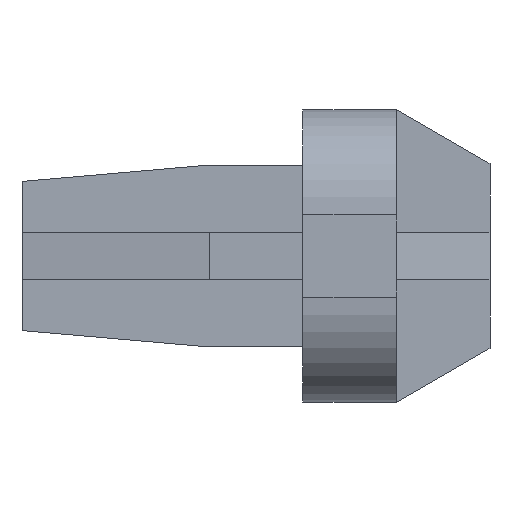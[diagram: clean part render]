
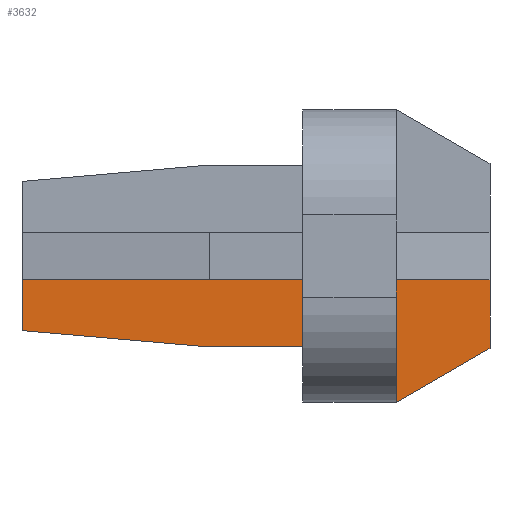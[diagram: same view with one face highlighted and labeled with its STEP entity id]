
A CAD part, front view. The second image highlights one B-rep face of the part: STEP entity #3632.
In plain terms, the highlighted planar face has unit normal (0, -1, 0).
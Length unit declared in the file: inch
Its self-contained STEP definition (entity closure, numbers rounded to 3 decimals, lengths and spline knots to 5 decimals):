
#217=CARTESIAN_POINT('',(0.,-0.688,-0.37664));
#218=VERTEX_POINT('',#217);
#225=CARTESIAN_POINT('',(0.,-0.688,-0.24038));
#226=VERTEX_POINT('',#225);
#227=CARTESIAN_POINT('',(0.,-0.688,-4.84672));
#228=DIRECTION('',(0.,0.,-1.));
#229=VECTOR('',#228,1.);
#230=LINE('',#227,#229);
#231=EDGE_CURVE('',#226,#218,#230,.T.);
#470=CARTESIAN_POINT('',(0.5,-0.688,-0.42038));
#471=VERTEX_POINT('',#470);
#478=CARTESIAN_POINT('',(-3.97645,-0.688,-0.02874));
#479=DIRECTION('',(0.996,0.,-0.087));
#480=VECTOR('',#479,1.);
#481=LINE('',#478,#480);
#482=EDGE_CURVE('',#218,#471,#481,.T.);
#1086=CARTESIAN_POINT('',(0.75,-0.688,-0.42038));
#1087=VERTEX_POINT('',#1086);
#1088=CARTESIAN_POINT('',(-0.57459,-0.688,-0.42038));
#1089=DIRECTION('',(1.,0.,0.));
#1090=VECTOR('',#1089,1.);
#1091=LINE('',#1088,#1090);
#1092=EDGE_CURVE('',#471,#1087,#1091,.T.);
#2646=CARTESIAN_POINT('',(1.,-0.688,-0.56793));
#2647=VERTEX_POINT('',#2646);
#2657=CARTESIAN_POINT('',(1.,-0.688,-0.44256));
#2658=VERTEX_POINT('',#2657);
#2659=CARTESIAN_POINT('',(1.,-0.688,-0.42347));
#2660=DIRECTION('',(0.,0.,-1.));
#2661=VECTOR('',#2660,1.);
#2662=LINE('',#2659,#2661);
#2663=EDGE_CURVE('',#2658,#2647,#2662,.T.);
#3282=CARTESIAN_POINT('',(0.75,-0.688,-0.44256));
#3283=VERTEX_POINT('',#3282);
#3284=CARTESIAN_POINT('',(0.875,-0.688,-0.44256));
#3285=DIRECTION('',(1.,0.,0.));
#3286=VECTOR('',#3285,1.);
#3287=LINE('',#3284,#3286);
#3288=EDGE_CURVE('',#3283,#2658,#3287,.T.);
#3341=CARTESIAN_POINT('',(0.75,-0.688,-0.56793));
#3342=VERTEX_POINT('',#3341);
#3350=CARTESIAN_POINT('',(0.875,-0.688,-0.56793));
#3351=DIRECTION('',(-1.,0.,0.));
#3352=VECTOR('',#3351,1.);
#3353=LINE('',#3350,#3352);
#3354=EDGE_CURVE('',#2647,#3342,#3353,.T.);
#3575=CARTESIAN_POINT('',(1.25,-0.688,-0.42405));
#3576=VERTEX_POINT('',#3575);
#3577=CARTESIAN_POINT('',(1.25,-0.688,-0.24038));
#3578=VERTEX_POINT('',#3577);
#3579=CARTESIAN_POINT('',(1.25,-0.688,-0.24038));
#3580=DIRECTION('',(0.,0.,1.));
#3581=VECTOR('',#3580,1.);
#3582=LINE('',#3579,#3581);
#3583=EDGE_CURVE('',#3576,#3578,#3582,.T.);
#3584=ORIENTED_EDGE('',*,*,#3583,.T.);
#3585=CARTESIAN_POINT('',(0.375,-0.688,-0.24038));
#3586=DIRECTION('',(-1.,0.,0.));
#3587=VECTOR('',#3586,1.);
#3588=LINE('',#3585,#3587);
#3589=EDGE_CURVE('',#3578,#226,#3588,.T.);
#3590=ORIENTED_EDGE('',*,*,#3589,.T.);
#3591=ORIENTED_EDGE('',*,*,#231,.T.);
#3592=ORIENTED_EDGE('',*,*,#482,.T.);
#3593=ORIENTED_EDGE('',*,*,#1092,.T.);
#3594=CARTESIAN_POINT('',(0.75,-0.688,-4.84672));
#3595=DIRECTION('',(0.,0.,-1.));
#3596=VECTOR('',#3595,1.);
#3597=LINE('',#3594,#3596);
#3598=EDGE_CURVE('',#1087,#3283,#3597,.T.);
#3599=ORIENTED_EDGE('',*,*,#3598,.T.);
#3600=ORIENTED_EDGE('',*,*,#3288,.T.);
#3601=ORIENTED_EDGE('',*,*,#2663,.T.);
#3602=ORIENTED_EDGE('',*,*,#3354,.T.);
#3603=CARTESIAN_POINT('',(0.75,-0.688,-0.56838));
#3604=VERTEX_POINT('',#3603);
#3605=CARTESIAN_POINT('',(0.75,-0.688,-0.57438));
#3606=DIRECTION('',(0.,0.,-1.));
#3607=VECTOR('',#3606,1.);
#3608=LINE('',#3605,#3607);
#3609=EDGE_CURVE('',#3342,#3604,#3608,.T.);
#3610=ORIENTED_EDGE('',*,*,#3609,.T.);
#3611=CARTESIAN_POINT('',(1.,-0.688,-0.56838));
#3612=VERTEX_POINT('',#3611);
#3613=CARTESIAN_POINT('',(0.625,-0.688,-0.56838));
#3614=DIRECTION('',(1.,0.,0.));
#3615=VECTOR('',#3614,1.);
#3616=LINE('',#3613,#3615);
#3617=EDGE_CURVE('',#3604,#3612,#3616,.T.);
#3618=ORIENTED_EDGE('',*,*,#3617,.T.);
#3619=CARTESIAN_POINT('',(3.85212,-0.688,1.07829));
#3620=DIRECTION('',(0.866,0.,0.5));
#3621=VECTOR('',#3620,1.);
#3622=LINE('',#3619,#3621);
#3623=EDGE_CURVE('',#3612,#3576,#3622,.T.);
#3624=ORIENTED_EDGE('',*,*,#3623,.T.);
#3625=EDGE_LOOP('',(#3584,#3590,#3591,#3592,#3593,#3599,#3600,#3601,#3602,#3610,#3618,#3624));
#3626=FACE_OUTER_BOUND('',#3625,.T.);
#3627=CARTESIAN_POINT('',(0.625,-0.688,-0.40438));
#3628=DIRECTION('',(0.,-1.,0.));
#3629=DIRECTION('',(0.,0.,-1.));
#3630=AXIS2_PLACEMENT_3D('',#3627,#3628,#3629);
#3631=PLANE('',#3630);
#3632=ADVANCED_FACE('',(#3626),#3631,.T.);
